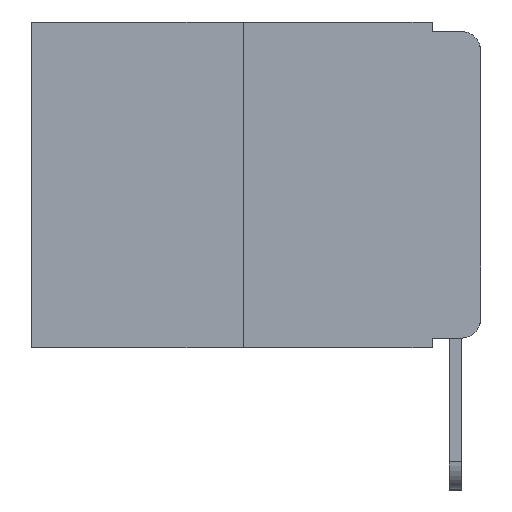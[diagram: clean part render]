
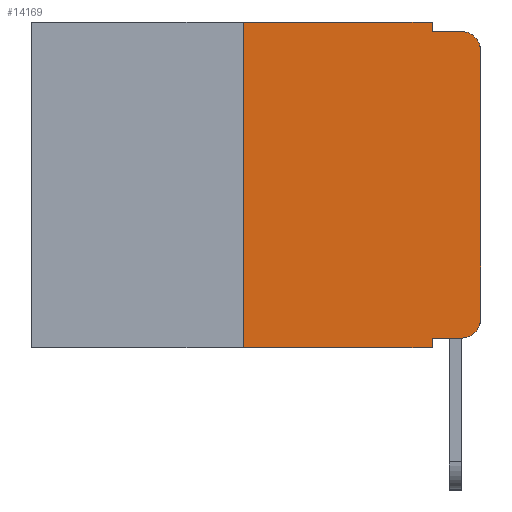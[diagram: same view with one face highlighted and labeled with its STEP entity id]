
A CAD part, left-side view. The second image highlights one B-rep face of the part: STEP entity #14169.
In plain terms, the highlighted planar face has unit normal (-1, 0, 0).
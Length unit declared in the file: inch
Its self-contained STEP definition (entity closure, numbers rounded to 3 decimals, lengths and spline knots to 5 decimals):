
#462 = DIRECTION ( 'NONE',  ( 0., 0., -1. ) ) ;
#609 = EDGE_CURVE ( 'NONE', #4813, #17665, #20227, .T. ) ;
#895 = DIRECTION ( 'NONE',  ( 0., -1., 0. ) ) ;
#1048 = LINE ( 'NONE', #10483, #20029 ) ;
#1585 = DIRECTION ( 'NONE',  ( 0., -1., 0. ) ) ;
#1730 = CIRCLE ( 'NONE', #5383, 0.02 ) ;
#1806 = EDGE_CURVE ( 'NONE', #7094, #15849, #2350, .T. ) ;
#1996 = DIRECTION ( 'NONE',  ( 0., 0., -1. ) ) ;
#2129 = VERTEX_POINT ( 'NONE', #4327 ) ;
#2350 = LINE ( 'NONE', #8742, #18627 ) ;
#2434 = CARTESIAN_POINT ( 'NONE',  ( 0., 0.473, 0. ) ) ;
#2612 = AXIS2_PLACEMENT_3D ( 'NONE', #5932, #16764, #7541 ) ;
#3000 = EDGE_CURVE ( 'NONE', #15849, #12217, #1048, .T. ) ;
#3367 = FACE_OUTER_BOUND ( 'NONE', #15042, .T. ) ;
#4149 = EDGE_CURVE ( 'NONE', #2129, #12217, #14813, .T. ) ;
#4327 = CARTESIAN_POINT ( 'NONE',  ( 0., 0., -0.03 ) ) ;
#4402 = ORIENTED_EDGE ( 'NONE', *, *, #7103, .T. ) ;
#4732 = VECTOR ( 'NONE', #895, 39.37008 ) ;
#4813 = VERTEX_POINT ( 'NONE', #17965 ) ;
#5292 = EDGE_CURVE ( 'NONE', #7422, #2129, #13288, .T. ) ;
#5383 = AXIS2_PLACEMENT_3D ( 'NONE', #5483, #16360, #7139 ) ;
#5483 = CARTESIAN_POINT ( 'NONE',  ( 0., 0.02, -0.313 ) ) ;
#5932 = CARTESIAN_POINT ( 'NONE',  ( 0., 0.02, -0.03 ) ) ;
#6997 = CARTESIAN_POINT ( 'NONE',  ( 0., 0.051, -0.343 ) ) ;
#7094 = VERTEX_POINT ( 'NONE', #8246 ) ;
#7103 = EDGE_CURVE ( 'NONE', #4813, #17462, #19825, .T. ) ;
#7139 = DIRECTION ( 'NONE',  ( 0., 0., -1. ) ) ;
#7222 = DIRECTION ( 'NONE',  ( 0., 0., 1. ) ) ;
#7263 = ORIENTED_EDGE ( 'NONE', *, *, #3000, .F. ) ;
#7422 = VERTEX_POINT ( 'NONE', #19345 ) ;
#7502 = LINE ( 'NONE', #2434, #19619 ) ;
#7541 = DIRECTION ( 'NONE',  ( 0., 0., -1. ) ) ;
#7569 = CARTESIAN_POINT ( 'NONE',  ( 0., 0.051, -0.01 ) ) ;
#8130 = VECTOR ( 'NONE', #11001, 39.37008 ) ;
#8228 = ORIENTED_EDGE ( 'NONE', *, *, #14939, .F. ) ;
#8242 = LINE ( 'NONE', #18329, #19873 ) ;
#8246 = CARTESIAN_POINT ( 'NONE',  ( 0., 0.051, 0. ) ) ;
#8546 = AXIS2_PLACEMENT_3D ( 'NONE', #10158, #11712, #1996 ) ;
#8602 = VERTEX_POINT ( 'NONE', #8778 ) ;
#8705 = VECTOR ( 'NONE', #7222, 39.37008 ) ;
#8742 = CARTESIAN_POINT ( 'NONE',  ( 0., 0.051, 0. ) ) ;
#8778 = CARTESIAN_POINT ( 'NONE',  ( 0., 0.051, -0.333 ) ) ;
#8936 = DIRECTION ( 'NONE',  ( 0., -1., 0. ) ) ;
#9132 = ORIENTED_EDGE ( 'NONE', *, *, #20071, .F. ) ;
#9764 = CARTESIAN_POINT ( 'NONE',  ( 0., 0.473, -0.343 ) ) ;
#10154 = ORIENTED_EDGE ( 'NONE', *, *, #19103, .T. ) ;
#10158 = CARTESIAN_POINT ( 'NONE',  ( 0., 0.473, 0. ) ) ;
#10483 = CARTESIAN_POINT ( 'NONE',  ( 0., 0.051, -0.01 ) ) ;
#11001 = DIRECTION ( 'NONE',  ( 0., 0., 1. ) ) ;
#11701 = CARTESIAN_POINT ( 'NONE',  ( 0., 0.02, -0.333 ) ) ;
#11712 = DIRECTION ( 'NONE',  ( 1., 0., 0. ) ) ;
#12039 = DIRECTION ( 'NONE',  ( 0., -1., 0. ) ) ;
#12217 = VERTEX_POINT ( 'NONE', #19768 ) ;
#13075 = LINE ( 'NONE', #18419, #4732 ) ;
#13288 = LINE ( 'NONE', #16444, #8705 ) ;
#13736 = DIRECTION ( 'NONE',  ( 0., 0., -1. ) ) ;
#14169 = ADVANCED_FACE ( 'NONE', ( #3367 ), #19257, .F. ) ;
#14813 = CIRCLE ( 'NONE', #2612, 0.02 ) ;
#14939 = EDGE_CURVE ( 'NONE', #17665, #7094, #7502, .T. ) ;
#14945 = ORIENTED_EDGE ( 'NONE', *, *, #5292, .T. ) ;
#15042 = EDGE_LOOP ( 'NONE', ( #14945, #18965, #7263, #19401, #8228, #16421, #4402, #9132, #10154, #18276 ) ) ;
#15849 = VERTEX_POINT ( 'NONE', #7569 ) ;
#15904 = VECTOR ( 'NONE', #1585, 39.37008 ) ;
#16360 = DIRECTION ( 'NONE',  ( -1., 0., 0. ) ) ;
#16421 = ORIENTED_EDGE ( 'NONE', *, *, #609, .F. ) ;
#16444 = CARTESIAN_POINT ( 'NONE',  ( 0., 0., 0. ) ) ;
#16764 = DIRECTION ( 'NONE',  ( -1., 0., 0. ) ) ;
#17116 = CARTESIAN_POINT ( 'NONE',  ( 0., 0.25, 0. ) ) ;
#17462 = VERTEX_POINT ( 'NONE', #6997 ) ;
#17665 = VERTEX_POINT ( 'NONE', #20160 ) ;
#17965 = CARTESIAN_POINT ( 'NONE',  ( 0., 0.25, -0.343 ) ) ;
#18123 = EDGE_CURVE ( 'NONE', #18681, #7422, #1730, .T. ) ;
#18276 = ORIENTED_EDGE ( 'NONE', *, *, #18123, .T. ) ;
#18329 = CARTESIAN_POINT ( 'NONE',  ( 0., 0.051, 0. ) ) ;
#18419 = CARTESIAN_POINT ( 'NONE',  ( 0., 0.051, -0.333 ) ) ;
#18627 = VECTOR ( 'NONE', #462, 39.37008 ) ;
#18681 = VERTEX_POINT ( 'NONE', #11701 ) ;
#18965 = ORIENTED_EDGE ( 'NONE', *, *, #4149, .T. ) ;
#19103 = EDGE_CURVE ( 'NONE', #8602, #18681, #13075, .T. ) ;
#19257 = PLANE ( 'NONE',  #8546 ) ;
#19345 = CARTESIAN_POINT ( 'NONE',  ( 0., 0., -0.313 ) ) ;
#19401 = ORIENTED_EDGE ( 'NONE', *, *, #1806, .F. ) ;
#19619 = VECTOR ( 'NONE', #8936, 39.37008 ) ;
#19768 = CARTESIAN_POINT ( 'NONE',  ( 0., 0.02, -0.01 ) ) ;
#19825 = LINE ( 'NONE', #9764, #15904 ) ;
#19873 = VECTOR ( 'NONE', #13736, 39.37008 ) ;
#20029 = VECTOR ( 'NONE', #12039, 39.37008 ) ;
#20071 = EDGE_CURVE ( 'NONE', #8602, #17462, #8242, .T. ) ;
#20160 = CARTESIAN_POINT ( 'NONE',  ( 0., 0.25, 0. ) ) ;
#20227 = LINE ( 'NONE', #17116, #8130 ) ;
